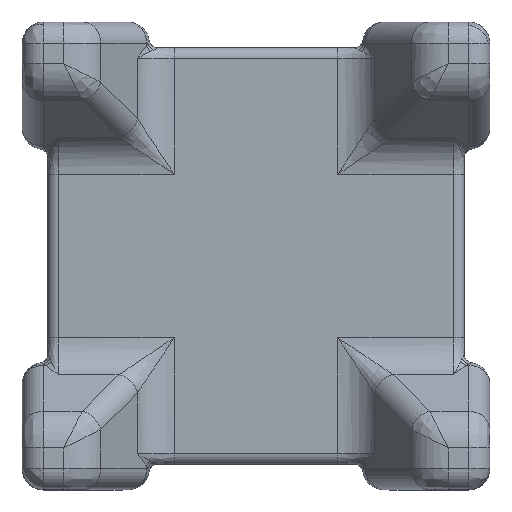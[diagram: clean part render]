
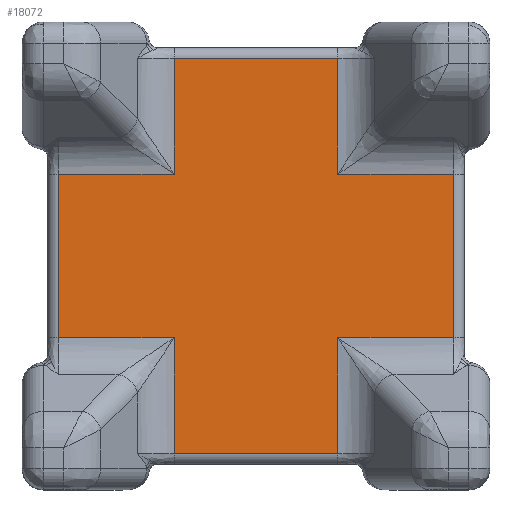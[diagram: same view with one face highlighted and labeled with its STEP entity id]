
A CAD part, top view. The second image highlights one B-rep face of the part: STEP entity #18072.
In plain terms, the highlighted planar face has unit normal (0, 0, 1).
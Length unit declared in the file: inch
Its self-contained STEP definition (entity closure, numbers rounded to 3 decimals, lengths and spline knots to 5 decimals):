
#12892=CARTESIAN_POINT('',(-0.36614,0.53722,0.23622));
#12893=VERTEX_POINT('',#12892);
#13128=CARTESIAN_POINT('',(-0.15139,0.53722,0.23622));
#13129=VERTEX_POINT('',#13128);
#13151=CARTESIAN_POINT('',(-0.15139,0.53722,0.23622));
#13152=DIRECTION('',(-1.0,0.0,0.0));
#13153=VECTOR('',#13152,0.21475);
#13154=LINE('',#13151,#13153);
#13155=EDGE_CURVE('',#13129,#12893,#13154,.T.);
#14068=CARTESIAN_POINT('',(-0.15139,0.75197,0.23622));
#14069=VERTEX_POINT('',#14068);
#14177=CARTESIAN_POINT('',(-0.15139,0.75197,0.23622));
#14178=DIRECTION('',(0.0,-1.0,0.0));
#14179=VECTOR('',#14178,0.21475);
#14180=LINE('',#14177,#14179);
#14181=EDGE_CURVE('',#14069,#13129,#14180,.T.);
#14634=CARTESIAN_POINT('',(-0.15139,0.23444,0.23622));
#14635=VERTEX_POINT('',#14634);
#14656=CARTESIAN_POINT('',(-0.15139,0.01969,0.23622));
#14657=VERTEX_POINT('',#14656);
#14665=CARTESIAN_POINT('',(-0.15139,0.23444,0.23622));
#14666=DIRECTION('',(0.0,-1.0,0.0));
#14667=VECTOR('',#14666,0.21475);
#14668=LINE('',#14665,#14667);
#14669=EDGE_CURVE('',#14635,#14657,#14668,.T.);
#15204=CARTESIAN_POINT('',(0.36614,0.23444,0.23622));
#15205=VERTEX_POINT('',#15204);
#15489=CARTESIAN_POINT('',(0.15139,0.23444,0.23622));
#15490=VERTEX_POINT('',#15489);
#15512=CARTESIAN_POINT('',(0.15139,0.23444,0.23622));
#15513=DIRECTION('',(1.0,0.0,0.0));
#15514=VECTOR('',#15513,0.21475);
#15515=LINE('',#15512,#15514);
#15516=EDGE_CURVE('',#15490,#15205,#15515,.T.);
#16246=CARTESIAN_POINT('',(0.15139,0.01969,0.23622));
#16247=VERTEX_POINT('',#16246);
#16248=CARTESIAN_POINT('',(0.15139,0.01969,0.23622));
#16249=DIRECTION('',(0.0,1.0,0.0));
#16250=VECTOR('',#16249,0.21475);
#16251=LINE('',#16248,#16250);
#16252=EDGE_CURVE('',#16247,#15490,#16251,.T.);
#16562=CARTESIAN_POINT('',(-0.36614,0.23444,0.23622));
#16563=VERTEX_POINT('',#16562);
#16564=CARTESIAN_POINT('',(-0.36614,0.23444,0.23622));
#16565=DIRECTION('',(1.0,0.0,0.0));
#16566=VECTOR('',#16565,0.21475);
#16567=LINE('',#16564,#16566);
#16568=EDGE_CURVE('',#16563,#14635,#16567,.T.);
#17379=CARTESIAN_POINT('',(0.15139,0.53722,0.23622));
#17380=VERTEX_POINT('',#17379);
#17401=CARTESIAN_POINT('',(0.15139,0.75197,0.23622));
#17402=VERTEX_POINT('',#17401);
#17410=CARTESIAN_POINT('',(0.15139,0.53722,0.23622));
#17411=DIRECTION('',(0.0,1.0,0.0));
#17412=VECTOR('',#17411,0.21475);
#17413=LINE('',#17410,#17412);
#17414=EDGE_CURVE('',#17380,#17402,#17413,.T.);
#17795=CARTESIAN_POINT('',(0.36614,0.53722,0.23622));
#17796=VERTEX_POINT('',#17795);
#17868=CARTESIAN_POINT('',(0.36614,0.53722,0.23622));
#17869=DIRECTION('',(-1.0,0.0,0.0));
#17870=VECTOR('',#17869,0.21475);
#17871=LINE('',#17868,#17870);
#17872=EDGE_CURVE('',#17796,#17380,#17871,.T.);
#18027=CARTESIAN_POINT('',(-0.36614,0.23444,0.23622));
#18028=DIRECTION('',(0.0,1.0,0.0));
#18029=VECTOR('',#18028,0.30278);
#18030=LINE('',#18027,#18029);
#18031=EDGE_CURVE('',#16563,#12893,#18030,.T.);
#18038=CARTESIAN_POINT('',(-0.43307,0.8189,0.23622));
#18039=DIRECTION('',(0.0,0.0,-1.0));
#18040=DIRECTION('',(-1.0,0.0,0.0));
#18041=AXIS2_PLACEMENT_3D('',#18038,#18039,#18040);
#18042=PLANE('',#18041);
#18043=CARTESIAN_POINT('',(0.36614,0.53722,0.23622));
#18044=DIRECTION('',(0.0,-1.0,0.0));
#18045=VECTOR('',#18044,0.30278);
#18046=LINE('',#18043,#18045);
#18047=EDGE_CURVE('',#17796,#15205,#18046,.T.);
#18048=ORIENTED_EDGE('',*,*,#18047,.F.);
#18049=ORIENTED_EDGE('',*,*,#17872,.T.);
#18050=ORIENTED_EDGE('',*,*,#17414,.T.);
#18051=CARTESIAN_POINT('',(-0.15139,0.75197,0.23622));
#18052=DIRECTION('',(1.0,0.0,0.0));
#18053=VECTOR('',#18052,0.30278);
#18054=LINE('',#18051,#18053);
#18055=EDGE_CURVE('',#14069,#17402,#18054,.T.);
#18056=ORIENTED_EDGE('',*,*,#18055,.F.);
#18057=ORIENTED_EDGE('',*,*,#14181,.T.);
#18058=ORIENTED_EDGE('',*,*,#13155,.T.);
#18059=ORIENTED_EDGE('',*,*,#18031,.F.);
#18060=ORIENTED_EDGE('',*,*,#16568,.T.);
#18061=ORIENTED_EDGE('',*,*,#14669,.T.);
#18062=CARTESIAN_POINT('',(0.15139,0.01969,0.23622));
#18063=DIRECTION('',(-1.0,0.0,0.0));
#18064=VECTOR('',#18063,0.30278);
#18065=LINE('',#18062,#18064);
#18066=EDGE_CURVE('',#16247,#14657,#18065,.T.);
#18067=ORIENTED_EDGE('',*,*,#18066,.F.);
#18068=ORIENTED_EDGE('',*,*,#16252,.T.);
#18069=ORIENTED_EDGE('',*,*,#15516,.T.);
#18070=EDGE_LOOP('',(#18048,#18049,#18050,#18056,#18057,#18058,#18059,#18060,#18061,#18067,#18068,#18069));
#18071=FACE_OUTER_BOUND('',#18070,.T.);
#18072=ADVANCED_FACE('',(#18071),#18042,.F.);
